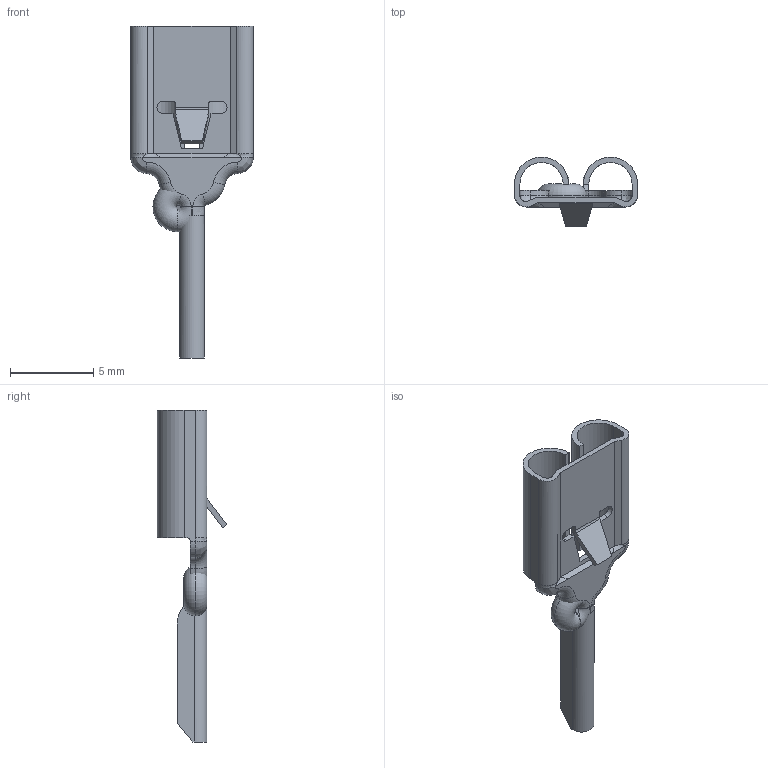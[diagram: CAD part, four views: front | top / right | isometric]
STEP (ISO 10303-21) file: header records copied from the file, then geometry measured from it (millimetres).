
FILE_DESCRIPTION(('STEP AP214'),'1');
FILE_NAME(' ',' ',('TraceParts'),('TraceParts S.A.'),'XStep 1.0',' ',' ');
FILE_SCHEMA(('automotive_design'));
Length unit declared in the file: millimetre
Products named in the file (1): C-0153259-03-3
Bounding box: 7.4 x 4.2 x 20 mm (x, y, z)
Volume: 84.8 mm3; surface area: 482.3 mm2
Topology: 1 solids, 1 shells, 149 faces, 414 edges, 263 vertices
Faces by surface type: cylinder 44, plane 44, torus 43, bspline 18
Entity records: 6126 total; most frequent: CARTESIAN_POINT 2343, ORIENTED_EDGE 814, DIRECTION 792, EDGE_CURVE 407, AXIS2_PLACEMENT_3D 308, VERTEX_POINT 260, LINE 176, CIRCLE 176
